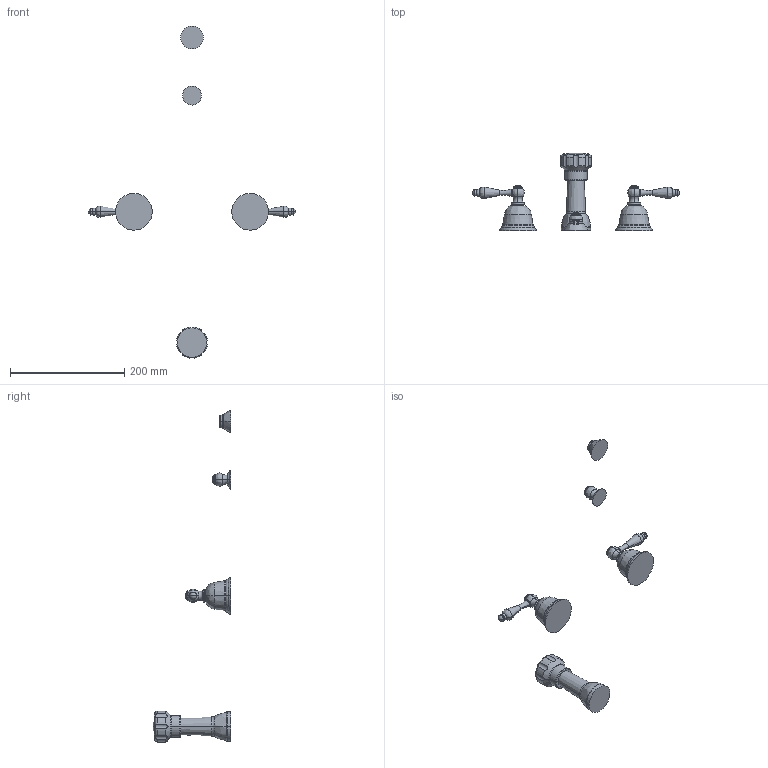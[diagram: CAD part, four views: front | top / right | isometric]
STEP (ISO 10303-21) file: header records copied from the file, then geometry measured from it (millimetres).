
FILE_DESCRIPTION((''),'2;1');
FILE_NAME('809','2021-01-25T12:05:15',('jinson.thomas'),(''),'CREO PARAMETRIC BY PTC INC, 2018400','CREO PARAMETRIC BY PTC INC, 2018400','');
FILE_SCHEMA(('CONFIG_CONTROL_DESIGN'));
Length unit declared in the file: inch
Products named in the file (1): 809
Bounding box: 362.56 x 135.97 x 580.53 mm (x, y, z)
Volume: 410304.9 mm3; surface area: 65120.8 mm2
Topology: 5 solids, 5 shells, 248 faces, 550 edges, 327 vertices
Faces by surface type: cylinder 66, torus 64, plane 56, cone 32, bspline 24, sphere 6
Entity records: 7820 total; most frequent: CARTESIAN_POINT 2193, DIRECTION 1318, ORIENTED_EDGE 1088, AXIS2_PLACEMENT_3D 578, EDGE_CURVE 544, CIRCLE 354, VERTEX_POINT 327, EDGE_LOOP 269
